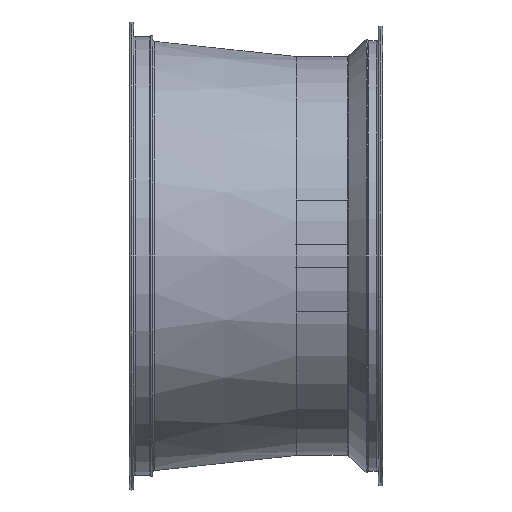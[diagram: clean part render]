
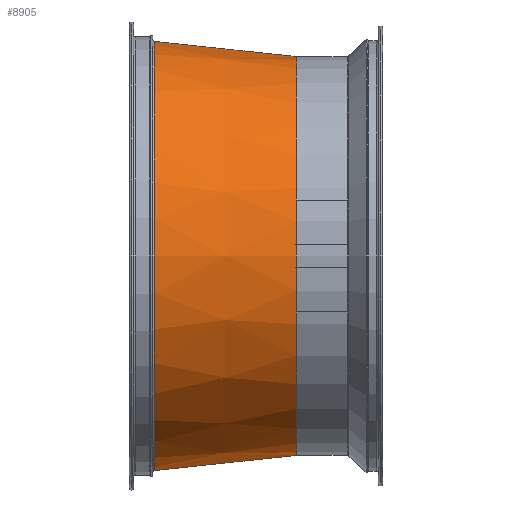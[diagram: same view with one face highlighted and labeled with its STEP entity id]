
A CAD part, front view. The second image highlights one B-rep face of the part: STEP entity #8905.
In plain terms, the highlighted conical face has half-angle 6.116 degrees and reference radius 94.5 mm.
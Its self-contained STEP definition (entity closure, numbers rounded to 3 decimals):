
#158 = LINE ( 'NONE', #8961, #2501 ) ;
#572 = LINE ( 'NONE', #10217, #4235 ) ;
#831 = DIRECTION ( 'NONE',  ( -1., 0., 0. ) ) ;
#852 = DIRECTION ( 'NONE',  ( -0.994, 0., -0.107 ) ) ;
#1719 = AXIS2_PLACEMENT_3D ( 'NONE', #4172, #4968, #9074 ) ;
#1786 = CARTESIAN_POINT ( 'NONE',  ( 1.107, 0., 0. ) ) ;
#1834 = ORIENTED_EDGE ( 'NONE', *, *, #8591, .T. ) ;
#2501 = VECTOR ( 'NONE', #852, 1000. ) ;
#3268 = FACE_OUTER_BOUND ( 'NONE', #9497, .T. ) ;
#3318 = ORIENTED_EDGE ( 'NONE', *, *, #6633, .T. ) ;
#4149 = CARTESIAN_POINT ( 'NONE',  ( 1.107, 0., -94.5 ) ) ;
#4172 = CARTESIAN_POINT ( 'NONE',  ( -66.115, 0., 0. ) ) ;
#4235 = VECTOR ( 'NONE', #6977, 1000. ) ;
#4747 = AXIS2_PLACEMENT_3D ( 'NONE', #7924, #5678, #7171 ) ;
#4968 = DIRECTION ( 'NONE',  ( -1., 0., 0. ) ) ;
#5166 = EDGE_CURVE ( 'NONE', #9629, #6948, #6502, .T. ) ;
#5447 = CARTESIAN_POINT ( 'NONE',  ( -66.115, 0., -101.702 ) ) ;
#5558 = AXIS2_PLACEMENT_3D ( 'NONE', #1786, #831, #5800 ) ;
#5678 = DIRECTION ( 'NONE',  ( -1., 0., 0. ) ) ;
#5800 = DIRECTION ( 'NONE',  ( 0., 0., 1. ) ) ;
#6055 = VERTEX_POINT ( 'NONE', #6631 ) ;
#6502 = CIRCLE ( 'NONE', #1719, 101.702 ) ;
#6631 = CARTESIAN_POINT ( 'NONE',  ( 1.107, 0., 94.5 ) ) ;
#6633 = EDGE_CURVE ( 'NONE', #6674, #6055, #6754, .T. ) ;
#6674 = VERTEX_POINT ( 'NONE', #4149 ) ;
#6754 = CIRCLE ( 'NONE', #5558, 94.5 ) ;
#6935 = ORIENTED_EDGE ( 'NONE', *, *, #9426, .F. ) ;
#6948 = VERTEX_POINT ( 'NONE', #10410 ) ;
#6977 = DIRECTION ( 'NONE',  ( -0.994, 0., 0.107 ) ) ;
#7171 = DIRECTION ( 'NONE',  ( 0., 0., 1. ) ) ;
#7924 = CARTESIAN_POINT ( 'NONE',  ( 1.107, 0., 0. ) ) ;
#8591 = EDGE_CURVE ( 'NONE', #6055, #6948, #572, .T. ) ;
#8905 = ADVANCED_FACE ( 'NONE', ( #3268 ), #10354, .T. ) ;
#8961 = CARTESIAN_POINT ( 'NONE',  ( 1.107, 0., -94.5 ) ) ;
#9074 = DIRECTION ( 'NONE',  ( 0., 0., 1. ) ) ;
#9426 = EDGE_CURVE ( 'NONE', #6674, #9629, #158, .T. ) ;
#9497 = EDGE_LOOP ( 'NONE', ( #6935, #3318, #1834, #9848 ) ) ;
#9629 = VERTEX_POINT ( 'NONE', #5447 ) ;
#9848 = ORIENTED_EDGE ( 'NONE', *, *, #5166, .F. ) ;
#10217 = CARTESIAN_POINT ( 'NONE',  ( 1.107, 0., 94.5 ) ) ;
#10354 = CONICAL_SURFACE ( 'NONE', #4747, 94.5, 0.107 ) ;
#10410 = CARTESIAN_POINT ( 'NONE',  ( -66.115, 0., 101.702 ) ) ;
